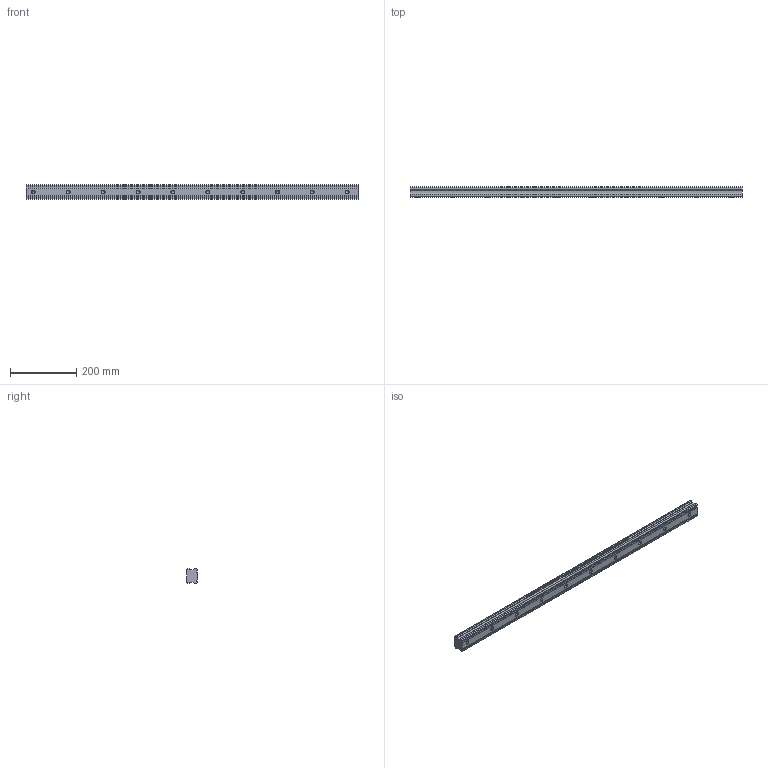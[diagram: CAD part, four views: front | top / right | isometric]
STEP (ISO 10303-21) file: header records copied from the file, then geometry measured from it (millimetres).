
FILE_DESCRIPTION(/* description */ (''),/* implementation_level */ '2;1');
FILE_NAME(/* name */ 'LGBR45C.stp',/* time_stamp */ '2018-07-20T19:07:58+02:00',/* author */ ('nesvadba'),/* organization */ (''),/* preprocessor_version */ 'ST-DEVELOPER v16.1',/* originating_system */ 'Autodesk Inventor 2016',/* authorisation */ '');
FILE_SCHEMA (('AUTOMOTIVE_DESIGN { 1 0 10303 214 3 1 1 }'));
Length unit declared in the file: millimetre
Products named in the file (1): BGR45C01000
Bounding box: 1000 x 31.1 x 45 mm (x, y, z)
Volume: 1267880.4 mm3; surface area: 165232.3 mm2
Topology: 1 solids, 1 shells, 94 faces, 226 edges, 144 vertices
Faces by surface type: plane 36, cone 30, cylinder 28
Full cylindrical faces by diameter (mm): 10.106 x20
Entity records: 2320 total; most frequent: DIRECTION 422, CARTESIAN_POINT 375, ORIENTED_EDGE 312, AXIS2_PLACEMENT_3D 171, EDGE_CURVE 156, EDGE_LOOP 154, VERTEX_POINT 124, FACE_OUTER_BOUND 94
